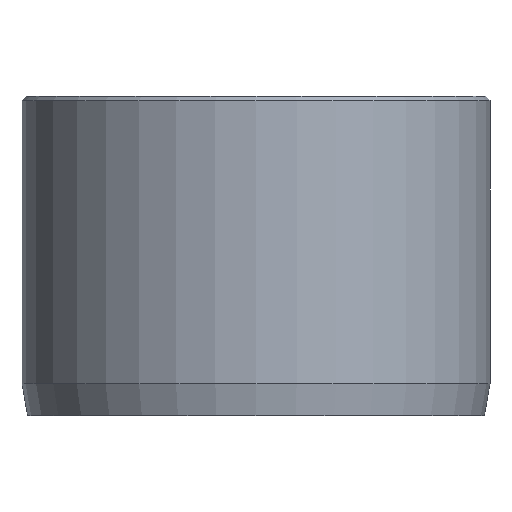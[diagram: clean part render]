
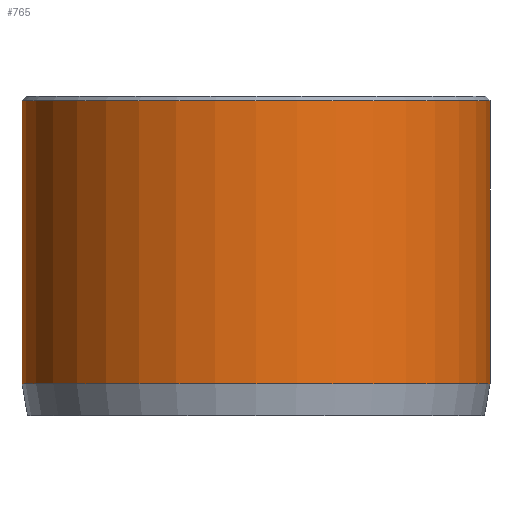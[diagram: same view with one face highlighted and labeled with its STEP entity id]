
A CAD part, front view. The second image highlights one B-rep face of the part: STEP entity #765.
In plain terms, the highlighted cylindrical face has radius 11 mm (diameter 22 mm), a partial arc.
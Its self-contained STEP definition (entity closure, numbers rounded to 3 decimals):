
#22 = VERTEX_POINT ( 'NONE', #1060 ) ;
#40 = EDGE_CURVE ( 'NONE', #737, #219, #973, .T. ) ;
#42 = FACE_OUTER_BOUND ( 'NONE', #1045, .T. ) ;
#92 = AXIS2_PLACEMENT_3D ( 'NONE', #162, #841, #267 ) ;
#162 = CARTESIAN_POINT ( 'NONE',  ( 0., 0., 14.8 ) ) ;
#167 = CARTESIAN_POINT ( 'NONE',  ( 11., 0., 1.5 ) ) ;
#191 = ORIENTED_EDGE ( 'NONE', *, *, #937, .T. ) ;
#219 = VERTEX_POINT ( 'NONE', #167 ) ;
#247 = LINE ( 'NONE', #1216, #483 ) ;
#249 = CARTESIAN_POINT ( 'NONE',  ( 0., 0., 15. ) ) ;
#267 = DIRECTION ( 'NONE',  ( 1., 0., 0. ) ) ;
#295 = DIRECTION ( 'NONE',  ( 0., 0., 1. ) ) ;
#349 = DIRECTION ( 'NONE',  ( -1., 0., 0. ) ) ;
#424 = ORIENTED_EDGE ( 'NONE', *, *, #40, .T. ) ;
#483 = VECTOR ( 'NONE', #1114, 1000. ) ;
#494 = CARTESIAN_POINT ( 'NONE',  ( 0., 0., 1.5 ) ) ;
#547 = VERTEX_POINT ( 'NONE', #979 ) ;
#557 = CARTESIAN_POINT ( 'NONE',  ( 11., 0., 15. ) ) ;
#584 = AXIS2_PLACEMENT_3D ( 'NONE', #249, #734, #349 ) ;
#639 = CARTESIAN_POINT ( 'NONE',  ( -11., 0., 1.5 ) ) ;
#678 = CIRCLE ( 'NONE', #92, 11. ) ;
#686 = ORIENTED_EDGE ( 'NONE', *, *, #976, .T. ) ;
#734 = DIRECTION ( 'NONE',  ( 0., 0., -1. ) ) ;
#737 = VERTEX_POINT ( 'NONE', #639 ) ;
#765 = ADVANCED_FACE ( 'NONE', ( #42 ), #1012, .T. ) ;
#807 = ORIENTED_EDGE ( 'NONE', *, *, #970, .F. ) ;
#841 = DIRECTION ( 'NONE',  ( 0., 0., -1. ) ) ;
#937 = EDGE_CURVE ( 'NONE', #22, #737, #247, .T. ) ;
#970 = EDGE_CURVE ( 'NONE', #547, #219, #1154, .T. ) ;
#973 = CIRCLE ( 'NONE', #1166, 11. ) ;
#976 = EDGE_CURVE ( 'NONE', #547, #22, #678, .T. ) ;
#979 = CARTESIAN_POINT ( 'NONE',  ( 11., 0., 14.8 ) ) ;
#1012 = CYLINDRICAL_SURFACE ( 'NONE', #584, 11. ) ;
#1045 = EDGE_LOOP ( 'NONE', ( #807, #686, #191, #424 ) ) ;
#1060 = CARTESIAN_POINT ( 'NONE',  ( -11., 0., 14.8 ) ) ;
#1114 = DIRECTION ( 'NONE',  ( 0., 0., -1. ) ) ;
#1154 = LINE ( 'NONE', #557, #1181 ) ;
#1166 = AXIS2_PLACEMENT_3D ( 'NONE', #494, #295, #1254 ) ;
#1181 = VECTOR ( 'NONE', #1224, 1000. ) ;
#1216 = CARTESIAN_POINT ( 'NONE',  ( -11., 0., 15. ) ) ;
#1224 = DIRECTION ( 'NONE',  ( 0., 0., -1. ) ) ;
#1254 = DIRECTION ( 'NONE',  ( 1., 0., 0. ) ) ;
